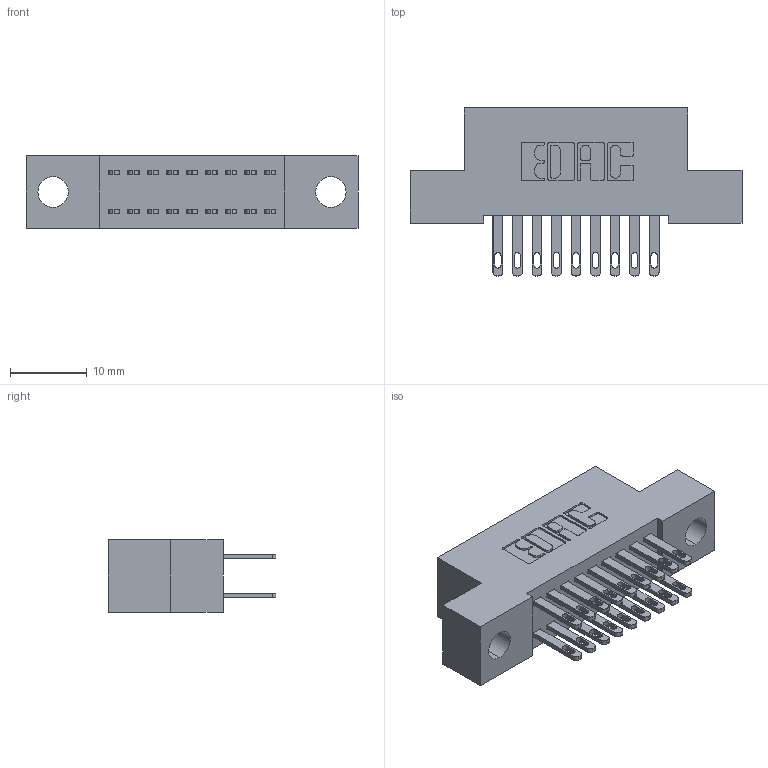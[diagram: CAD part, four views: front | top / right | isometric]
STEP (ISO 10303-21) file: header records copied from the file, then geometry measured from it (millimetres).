
FILE_DESCRIPTION (( 'STEP AP203' ), '1' );
FILE_NAME ('892-018-500-204.STEP', '2020-09-21T13:44:24', ( '' ), ( '' ), 'SwSTEP 2.0', 'SolidWorks 2020', '' );
FILE_SCHEMA (( 'CONFIG_CONTROL_DESIGN' ));
Length unit declared in the file: inch
Products named in the file (3): 842 Part_.156 TH; 345-292-001_345-293-100; 892-018-500-204
Assembly tree (19 placements, depth 2):
  892-018-500-204
    842 Part_.156 TH
    345-292-001_345-293-100  x18
Bounding box: 43.18 x 21.85 x 9.4 mm (x, y, z)
Volume: 3691.5 mm3; surface area: 5192.2 mm2
Topology: 19 solids, 19 shells, 974 faces, 2945 edges, 1962 vertices
Faces by surface type: plane 606, cylinder 368
Entity records: 9859 total; most frequent: CARTESIAN_POINT 1670, ORIENTED_EDGE 1606, DIRECTION 1487, EDGE_CURVE 803, VECTOR 671, LINE 671, VERTEX_POINT 534, AXIS2_PLACEMENT_3D 408
